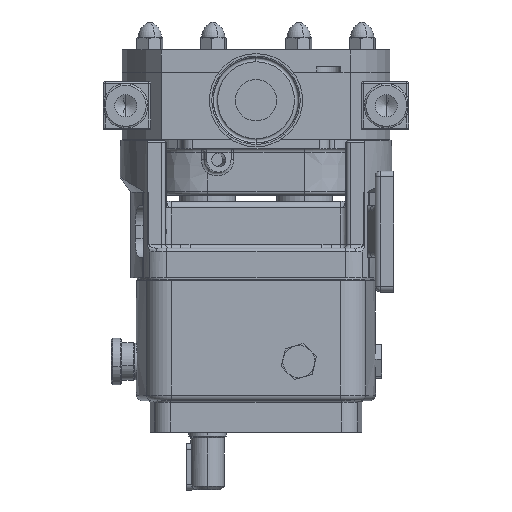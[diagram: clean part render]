
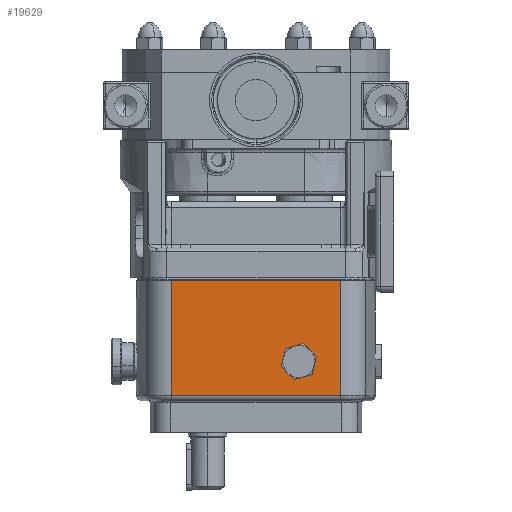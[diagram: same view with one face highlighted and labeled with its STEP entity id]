
A CAD part, left-side view. The second image highlights one B-rep face of the part: STEP entity #19629.
In plain terms, the highlighted planar face has unit normal (-1, 0, 0).
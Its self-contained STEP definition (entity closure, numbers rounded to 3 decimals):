
#288 = CARTESIAN_POINT ( 'NONE',  ( -46.005, 48.025, -131.512 ) ) ;
#1152 = CARTESIAN_POINT ( 'NONE',  ( -46.005, -45.477, -136.9 ) ) ;
#1246 = FACE_BOUND ( 'NONE', #6040, .T. ) ;
#1317 = VERTEX_POINT ( 'NONE', #21064 ) ;
#1390 = VERTEX_POINT ( 'NONE', #1717 ) ;
#1421 = VERTEX_POINT ( 'NONE', #1834 ) ;
#1717 = CARTESIAN_POINT ( 'NONE',  ( -46.005, -45.477, -75.4 ) ) ;
#1834 = CARTESIAN_POINT ( 'NONE',  ( -46.005, -13.529, -121.777 ) ) ;
#1961 = EDGE_LOOP ( 'NONE', ( #17450, #21194, #12254, #19363 ) ) ;
#2247 = CARTESIAN_POINT ( 'NONE',  ( -46.005, -23.191, -155.887 ) ) ;
#2499 = LINE ( 'NONE', #4439, #7106 ) ;
#2638 = CARTESIAN_POINT ( 'NONE',  ( -46.005, 43.042, -147.917 ) ) ;
#2740 = VERTEX_POINT ( 'NONE', #12842 ) ;
#3284 = EDGE_CURVE ( 'NONE', #7196, #10578, #11486, .T. ) ;
#3420 = EDGE_CURVE ( 'NONE', #13470, #14177, #4290, .T. ) ;
#3461 = DIRECTION ( 'NONE',  ( 0., 1., 0. ) ) ;
#3576 = ORIENTED_EDGE ( 'NONE', *, *, #18135, .T. ) ;
#3731 = ORIENTED_EDGE ( 'NONE', *, *, #9557, .T. ) ;
#3887 = VECTOR ( 'NONE', #18711, 1000. ) ;
#4187 = LINE ( 'NONE', #2638, #20283 ) ;
#4290 = LINE ( 'NONE', #10303, #8261 ) ;
#4439 = CARTESIAN_POINT ( 'NONE',  ( -46.005, -45.477, -139.9 ) ) ;
#4618 = CARTESIAN_POINT ( 'NONE',  ( -46.005, 8.882, -100.801 ) ) ;
#5144 = VECTOR ( 'NONE', #9120, 1000. ) ;
#6040 = EDGE_LOOP ( 'NONE', ( #21129, #3576, #6217, #12894, #15337, #3731 ) ) ;
#6052 = AXIS2_PLACEMENT_3D ( 'NONE', #14952, #22920, #21090 ) ;
#6119 = VERTEX_POINT ( 'NONE', #21989 ) ;
#6217 = ORIENTED_EDGE ( 'NONE', *, *, #19874, .T. ) ;
#6336 = CARTESIAN_POINT ( 'NONE',  ( -46.005, -25.244, -109.259 ) ) ;
#6910 = VECTOR ( 'NONE', #3461, 1000. ) ;
#6999 = FACE_OUTER_BOUND ( 'NONE', #1961, .T. ) ;
#7036 = LINE ( 'NONE', #1152, #5144 ) ;
#7106 = VECTOR ( 'NONE', #12260, 1000. ) ;
#7196 = VERTEX_POINT ( 'NONE', #23539 ) ;
#7322 = DIRECTION ( 'NONE',  ( 0., -0.227, 0.974 ) ) ;
#7381 = CARTESIAN_POINT ( 'NONE',  ( -46.005, 45.477, -75.4 ) ) ;
#8261 = VECTOR ( 'NONE', #9917, 1000. ) ;
#9120 = DIRECTION ( 'NONE',  ( 0., -1., 0. ) ) ;
#9542 = VECTOR ( 'NONE', #14105, 1000. ) ;
#9557 = EDGE_CURVE ( 'NONE', #14177, #6119, #12158, .T. ) ;
#9563 = EDGE_CURVE ( 'NONE', #2740, #13470, #16082, .T. ) ;
#9917 = DIRECTION ( 'NONE',  ( 0., -0.73, -0.683 ) ) ;
#10303 = CARTESIAN_POINT ( 'NONE',  ( -46.005, -2.834, -88.284 ) ) ;
#10578 = VERTEX_POINT ( 'NONE', #22137 ) ;
#10741 = LINE ( 'NONE', #4618, #3887 ) ;
#10924 = EDGE_CURVE ( 'NONE', #12201, #1390, #2499, .T. ) ;
#11486 = LINE ( 'NONE', #13433, #16174 ) ;
#12113 = CARTESIAN_POINT ( 'NONE',  ( -46.005, -32.471, -116.023 ) ) ;
#12158 = LINE ( 'NONE', #2247, #17014 ) ;
#12201 = VERTEX_POINT ( 'NONE', #18163 ) ;
#12254 = ORIENTED_EDGE ( 'NONE', *, *, #10924, .T. ) ;
#12260 = DIRECTION ( 'NONE',  ( 0., 0., 1. ) ) ;
#12301 = VECTOR ( 'NONE', #7322, 1000. ) ;
#12842 = CARTESIAN_POINT ( 'NONE',  ( -46.005, -15.773, -112.136 ) ) ;
#12894 = ORIENTED_EDGE ( 'NONE', *, *, #9563, .T. ) ;
#13091 = PLANE ( 'NONE',  #6052 ) ;
#13305 = DIRECTION ( 'NONE',  ( 0., 0., 1. ) ) ;
#13433 = CARTESIAN_POINT ( 'NONE',  ( -46.005, 45.477, -139.9 ) ) ;
#13470 = VERTEX_POINT ( 'NONE', #6336 ) ;
#13546 = LINE ( 'NONE', #25194, #12301 ) ;
#14105 = DIRECTION ( 'NONE',  ( 0., -0.957, 0.291 ) ) ;
#14177 = VERTEX_POINT ( 'NONE', #12113 ) ;
#14261 = EDGE_CURVE ( 'NONE', #7196, #12201, #7036, .T. ) ;
#14513 = DIRECTION ( 'NONE',  ( 0., 0.227, -0.974 ) ) ;
#14952 = CARTESIAN_POINT ( 'NONE',  ( -46.005, 45.477, -139.9 ) ) ;
#15337 = ORIENTED_EDGE ( 'NONE', *, *, #3420, .T. ) ;
#16082 = LINE ( 'NONE', #288, #9542 ) ;
#16174 = VECTOR ( 'NONE', #13305, 1000. ) ;
#17014 = VECTOR ( 'NONE', #14513, 1000. ) ;
#17450 = ORIENTED_EDGE ( 'NONE', *, *, #3284, .F. ) ;
#18135 = EDGE_CURVE ( 'NONE', #1317, #1421, #10741, .T. ) ;
#18163 = CARTESIAN_POINT ( 'NONE',  ( -46.005, -45.477, -136.9 ) ) ;
#18711 = DIRECTION ( 'NONE',  ( 0., 0.73, 0.683 ) ) ;
#19363 = ORIENTED_EDGE ( 'NONE', *, *, #19594, .T. ) ;
#19387 = LINE ( 'NONE', #7381, #6910 ) ;
#19594 = EDGE_CURVE ( 'NONE', #1390, #10578, #19387, .T. ) ;
#19629 = ADVANCED_FACE ( 'NONE', ( #1246, #6999 ), #13091, .F. ) ;
#19874 = EDGE_CURVE ( 'NONE', #1421, #2740, #13546, .T. ) ;
#20283 = VECTOR ( 'NONE', #22604, 1000. ) ;
#21064 = CARTESIAN_POINT ( 'NONE',  ( -46.005, -20.756, -128.541 ) ) ;
#21090 = DIRECTION ( 'NONE',  ( 0., -1., 0. ) ) ;
#21129 = ORIENTED_EDGE ( 'NONE', *, *, #22426, .T. ) ;
#21194 = ORIENTED_EDGE ( 'NONE', *, *, #14261, .T. ) ;
#21989 = CARTESIAN_POINT ( 'NONE',  ( -46.005, -30.227, -125.664 ) ) ;
#22137 = CARTESIAN_POINT ( 'NONE',  ( -46.005, 45.477, -75.4 ) ) ;
#22426 = EDGE_CURVE ( 'NONE', #6119, #1317, #4187, .T. ) ;
#22604 = DIRECTION ( 'NONE',  ( 0., 0.957, -0.291 ) ) ;
#22920 = DIRECTION ( 'NONE',  ( 1., 0., 0. ) ) ;
#23539 = CARTESIAN_POINT ( 'NONE',  ( -46.005, 45.477, -136.9 ) ) ;
#25194 = CARTESIAN_POINT ( 'NONE',  ( -46.005, -6.492, -151.999 ) ) ;
